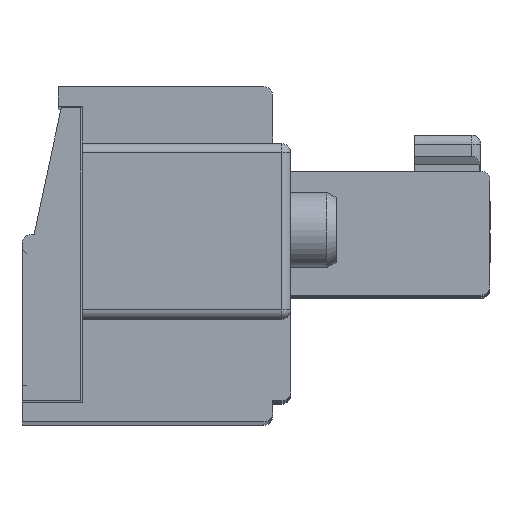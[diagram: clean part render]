
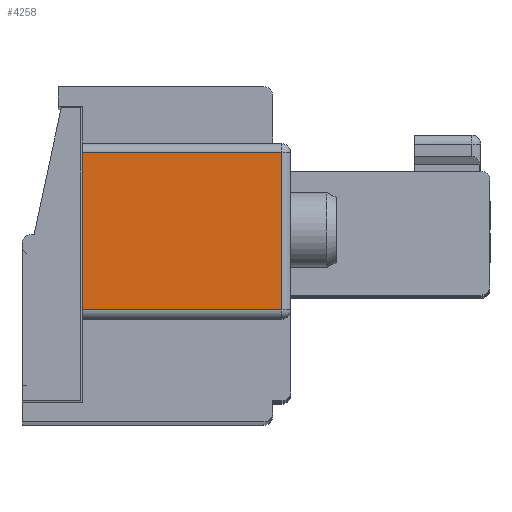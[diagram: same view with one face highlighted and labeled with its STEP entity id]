
A CAD part, top view. The second image highlights one B-rep face of the part: STEP entity #4258.
In plain terms, the highlighted planar face has unit normal (0, 0, 1).
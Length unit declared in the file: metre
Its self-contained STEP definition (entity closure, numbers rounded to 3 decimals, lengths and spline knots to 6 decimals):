
#4258=ADVANCED_FACE('',(#8851),#8852,.T.);
#8851=FACE_OUTER_BOUND('',#13572,.T.);
#8852=PLANE('',#13573);
#13572=EDGE_LOOP('',(#26460,#26461,#26462,#26463));
#13573=AXIS2_PLACEMENT_3D('',#26464,#26465,#26466);
#26460=ORIENTED_EDGE('',*,*,#31727,.T.);
#26461=ORIENTED_EDGE('',*,*,#32328,.T.);
#26462=ORIENTED_EDGE('',*,*,#32324,.T.);
#26463=ORIENTED_EDGE('',*,*,#32329,.T.);
#26464=CARTESIAN_POINT('',(0.007073,0.00941,0.063833));
#26465=DIRECTION('',(0.,0.,1.0));
#26466=DIRECTION('',(1.0,0.,0.0));
#31727=EDGE_CURVE('',#39076,#39074,#39077,.T.);
#32324=EDGE_CURVE('',#39947,#39945,#39948,.T.);
#32328=EDGE_CURVE('',#39074,#39947,#39952,.T.);
#32329=EDGE_CURVE('',#39945,#39076,#39953,.T.);
#39074=VERTEX_POINT('',#49928);
#39076=VERTEX_POINT('',#49930);
#39077=LINE('',#49931,#49932);
#39945=VERTEX_POINT('',#51228);
#39947=VERTEX_POINT('',#51230);
#39948=LINE('',#51231,#51232);
#39952=LINE('',#51236,#51237);
#39953=LINE('',#51238,#51239);
#49928=CARTESIAN_POINT('',(0.000473,0.00421,0.063833));
#49930=CARTESIAN_POINT('',(0.000473,0.00941,0.063833));
#49931=CARTESIAN_POINT('',(0.000473,0.00391,0.063833));
#49932=VECTOR('',#56001,1.0);
#51228=CARTESIAN_POINT('',(0.007073,0.00941,0.063833));
#51230=CARTESIAN_POINT('',(0.007073,0.00421,0.063833));
#51231=CARTESIAN_POINT('',(0.007073,0.00941,0.063833));
#51232=VECTOR('',#56603,1.0);
#51236=CARTESIAN_POINT('',(0.007073,0.00421,0.063833));
#51237=VECTOR('',#56607,1.0);
#51238=CARTESIAN_POINT('',(0.007073,0.00941,0.063833));
#51239=VECTOR('',#56608,1.0);
#56001=DIRECTION('',(0.,-1.0,0.));
#56603=DIRECTION('',(0.,1.0,0.));
#56607=DIRECTION('',(1.0,0.,0.));
#56608=DIRECTION('',(-1.0,0.,0.));
